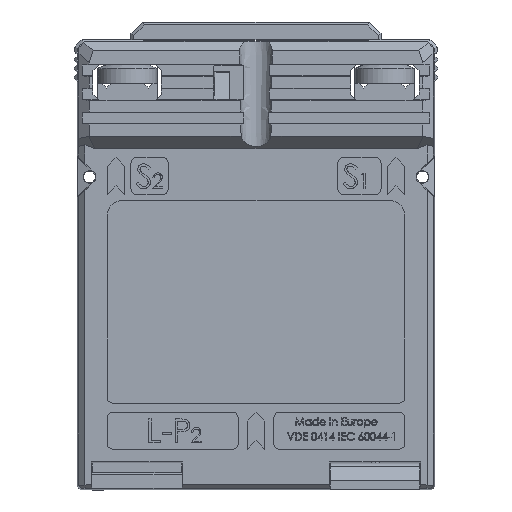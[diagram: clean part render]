
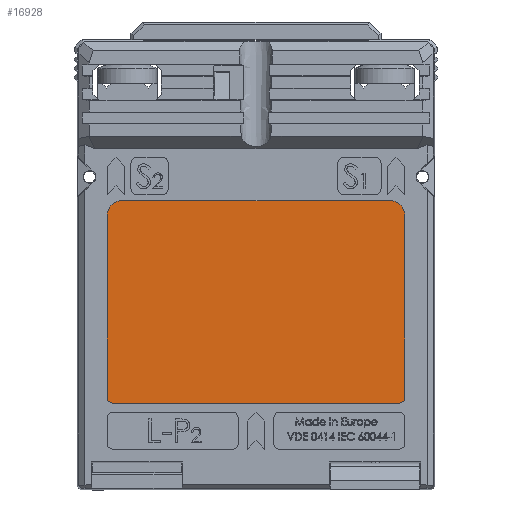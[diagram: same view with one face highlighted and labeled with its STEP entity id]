
A CAD part, top view. The second image highlights one B-rep face of the part: STEP entity #16928.
In plain terms, the highlighted planar face has unit normal (0, 0, 1).
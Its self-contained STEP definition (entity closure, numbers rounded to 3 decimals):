
#16827 = VERTEX_POINT ( 'NONE', #55077 ) ;
#16835 = VERTEX_POINT ( 'NONE', #55161 ) ;
#16842 = EDGE_CURVE ( 'NONE', #16835, #16893, #55144, .T. ) ;
#16849 = VERTEX_POINT ( 'NONE', #55134 ) ;
#16850 = VERTEX_POINT ( 'NONE', #55251 ) ;
#16854 = EDGE_CURVE ( 'NONE', #16849, #16850, #55246, .T. ) ;
#16858 = EDGE_CURVE ( 'NONE', #16886, #16878, #55155, .T. ) ;
#16870 = EDGE_CURVE ( 'NONE', #16893, #16886, #55211, .T. ) ;
#16878 = VERTEX_POINT ( 'NONE', #55229 ) ;
#16882 = EDGE_CURVE ( 'NONE', #16878, #16888, #55214, .T. ) ;
#16886 = VERTEX_POINT ( 'NONE', #55241 ) ;
#16888 = VERTEX_POINT ( 'NONE', #55226 ) ;
#16893 = VERTEX_POINT ( 'NONE', #55292 ) ;
#16899 = ORIENTED_EDGE ( 'NONE', *, *, #16870, .T. ) ;
#16902 = ORIENTED_EDGE ( 'NONE', *, *, #16858, .T. ) ;
#16913 = ORIENTED_EDGE ( 'NONE', *, *, #16882, .T. ) ;
#16922 = EDGE_CURVE ( 'NONE', #16888, #16827, #55355, .T. ) ;
#16923 = ORIENTED_EDGE ( 'NONE', *, *, #16922, .T. ) ;
#16926 = ORIENTED_EDGE ( 'NONE', *, *, #16842, .T. ) ;
#16928 = ADVANCED_FACE ( 'NONE', ( #55360 ), #55340, .T. ) ;
#16931 = EDGE_LOOP ( 'NONE', ( #16913, #16923, #17035, #17033, #17041, #16926, #16899, #16902 ) ) ;
#16950 = EDGE_CURVE ( 'NONE', #16827, #16849, #55441, .T. ) ;
#16958 = EDGE_CURVE ( 'NONE', #16850, #16835, #55432, .T. ) ;
#17033 = ORIENTED_EDGE ( 'NONE', *, *, #16854, .T. ) ;
#17035 = ORIENTED_EDGE ( 'NONE', *, *, #16950, .T. ) ;
#17041 = ORIENTED_EDGE ( 'NONE', *, *, #16958, .T. ) ;
#55077 = CARTESIAN_POINT ( 'NONE',  ( 25., 14.5, 14.995 ) ) ;
#55134 = CARTESIAN_POINT ( 'NONE',  ( 22.5, 17., 14.995 ) ) ;
#55144 = LINE ( 'NONE', #55154, #55151 ) ;
#55149 = DIRECTION ( 'NONE',  ( 0., -1., 0. ) ) ;
#55151 = VECTOR ( 'NONE', #55149, 1000. ) ;
#55154 = CARTESIAN_POINT ( 'NONE',  ( -25., 14.5, 14.995 ) ) ;
#55155 = LINE ( 'NONE', #55247, #55240 ) ;
#55161 = CARTESIAN_POINT ( 'NONE',  ( -25., 14.5, 14.995 ) ) ;
#55202 = AXIS2_PLACEMENT_3D ( 'NONE', #55315, #55313, #55312 ) ;
#55206 = DIRECTION ( 'NONE',  ( -1., 0., 0. ) ) ;
#55208 = DIRECTION ( 'NONE',  ( 0., 0., 1. ) ) ;
#55210 = AXIS2_PLACEMENT_3D ( 'NONE', #55221, #55208, #55206 ) ;
#55211 = CIRCLE ( 'NONE', #55210, 1. ) ;
#55214 = CIRCLE ( 'NONE', #55202, 1. ) ;
#55221 = CARTESIAN_POINT ( 'NONE',  ( -24., -16., 14.995 ) ) ;
#55226 = CARTESIAN_POINT ( 'NONE',  ( 25., -16., 14.995 ) ) ;
#55229 = CARTESIAN_POINT ( 'NONE',  ( 24., -17., 14.995 ) ) ;
#55239 = DIRECTION ( 'NONE',  ( 1., 0., 0. ) ) ;
#55240 = VECTOR ( 'NONE', #55239, 1000. ) ;
#55241 = CARTESIAN_POINT ( 'NONE',  ( -24., -17., 14.995 ) ) ;
#55242 = DIRECTION ( 'NONE',  ( -1., 0., 0. ) ) ;
#55243 = VECTOR ( 'NONE', #55242, 1000. ) ;
#55244 = CARTESIAN_POINT ( 'NONE',  ( -22.5, 17., 14.995 ) ) ;
#55246 = LINE ( 'NONE', #55244, #55243 ) ;
#55247 = CARTESIAN_POINT ( 'NONE',  ( -24., -17., 14.995 ) ) ;
#55251 = CARTESIAN_POINT ( 'NONE',  ( -22.5, 17., 14.995 ) ) ;
#55270 = CARTESIAN_POINT ( 'NONE',  ( 24., -16., 14.995 ) ) ;
#55292 = CARTESIAN_POINT ( 'NONE',  ( -25., -16., 14.995 ) ) ;
#55312 = DIRECTION ( 'NONE',  ( 1., 0., 0. ) ) ;
#55313 = DIRECTION ( 'NONE',  ( 0., 0., 1. ) ) ;
#55315 = CARTESIAN_POINT ( 'NONE',  ( 24., -16., 14.995 ) ) ;
#55329 = DIRECTION ( 'NONE',  ( 1., 0., 0. ) ) ;
#55331 = DIRECTION ( 'NONE',  ( 0., 0., 1. ) ) ;
#55340 = PLANE ( 'NONE',  #55369 ) ;
#55341 = DIRECTION ( 'NONE',  ( 0., 1., 0. ) ) ;
#55342 = VECTOR ( 'NONE', #55341, 1000. ) ;
#55343 = CARTESIAN_POINT ( 'NONE',  ( 25., 14.5, 14.995 ) ) ;
#55355 = LINE ( 'NONE', #55343, #55342 ) ;
#55360 = FACE_OUTER_BOUND ( 'NONE', #16931, .T. ) ;
#55369 = AXIS2_PLACEMENT_3D ( 'NONE', #55270, #55331, #55329 ) ;
#55398 = DIRECTION ( 'NONE',  ( 1., 0., 0. ) ) ;
#55399 = DIRECTION ( 'NONE',  ( 0., 0., 1. ) ) ;
#55410 = CARTESIAN_POINT ( 'NONE',  ( -22.5, 14.5, 14.995 ) ) ;
#55425 = DIRECTION ( 'NONE',  ( -1., 0., 0. ) ) ;
#55426 = DIRECTION ( 'NONE',  ( 0., 0., 1. ) ) ;
#55428 = AXIS2_PLACEMENT_3D ( 'NONE', #55446, #55426, #55425 ) ;
#55431 = AXIS2_PLACEMENT_3D ( 'NONE', #55410, #55399, #55398 ) ;
#55432 = CIRCLE ( 'NONE', #55431, 2.5 ) ;
#55441 = CIRCLE ( 'NONE', #55428, 2.5 ) ;
#55446 = CARTESIAN_POINT ( 'NONE',  ( 22.5, 14.5, 14.995 ) ) ;
